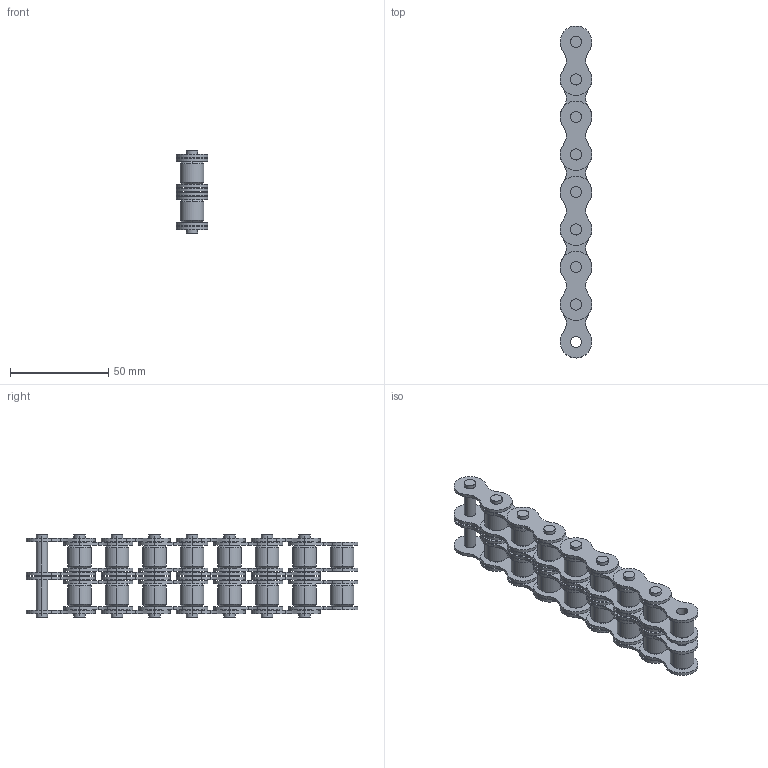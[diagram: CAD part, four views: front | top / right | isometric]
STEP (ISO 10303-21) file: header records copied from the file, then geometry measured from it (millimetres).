
FILE_DESCRIPTION(('STEP AP214'),'1');
FILE_NAME('12b-2.stp','2025-03-23T13:43:13',('TraceParts'),('TraceParts S.A.'),'Spatial InterOp 3D',' ',' ');
FILE_SCHEMA(('AUTOMOTIVE_DESIGN { 1 0 10303 214 1 1 1 1 }'));
Length unit declared in the file: millimetre
Products named in the file (1): 12b-2
Bounding box: 16.13 x 168.53 x 41.8 mm (x, y, z)
Volume: 44362.5 mm3; surface area: 38468.1 mm2
Topology: 1 solids, 1 shells, 608 faces, 1616 edges, 1088 vertices
Faces by surface type: cylinder 464, plane 80, cone 64
Entity records: 19719 total; most frequent: DIRECTION 3922, CARTESIAN_POINT 3313, ORIENTED_EDGE 3232, AXIS2_PLACEMENT_3D 1697, EDGE_CURVE 1616, VERTEX_POINT 1088, CIRCLE 1088, EDGE_LOOP 736
